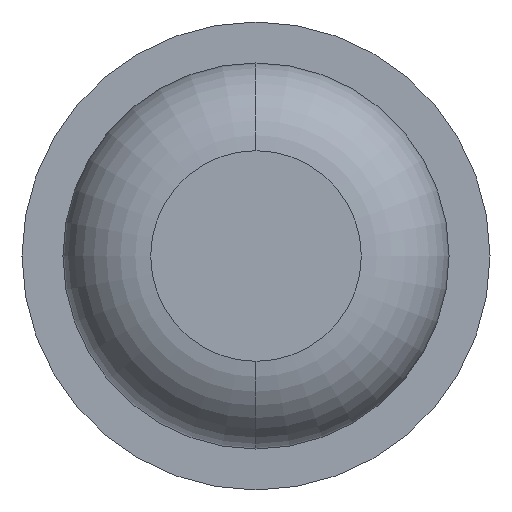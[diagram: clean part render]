
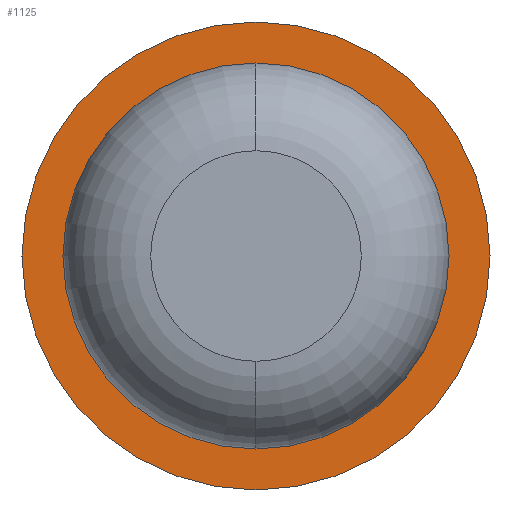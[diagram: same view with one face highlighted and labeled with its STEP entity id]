
A CAD part, front view. The second image highlights one B-rep face of the part: STEP entity #1125.
In plain terms, the highlighted planar face has unit normal (0, -1, 0).
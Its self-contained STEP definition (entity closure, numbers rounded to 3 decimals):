
#32 = VERTEX_POINT ( 'NONE', #4227 ) ;
#158 = EDGE_CURVE ( 'Defeature ausgef�hrt1_7+Defeature ausgef�hrt1_1+Defeature ausgef�hrt1_1+Defeature ausgef�hrt1_1', #3265, #32, #4024, .T. ) ;
#304 = ORIENTED_EDGE ( 'NONE', *, *, #2882, .F. ) ;
#446 = DIRECTION ( 'NONE',  ( 0., 1., 0. ) ) ;
#558 = CIRCLE ( 'NONE', #2591, 1. ) ;
#606 = DIRECTION ( 'NONE',  ( 0., 1., 0. ) ) ;
#701 = DIRECTION ( 'NONE',  ( -1., 0., 0. ) ) ;
#737 = AXIS2_PLACEMENT_3D ( 'NONE', #2675, #3084, #701 ) ;
#740 = CARTESIAN_POINT ( 'NONE',  ( 0., -10., 0. ) ) ;
#781 = DIRECTION ( 'NONE',  ( -1., 0., 0. ) ) ;
#1125 = ADVANCED_FACE ( 'Defeature ausgef�hrt1_7', ( #3115, #2054 ), #4312, .F. ) ;
#1168 = DIRECTION ( 'NONE',  ( 0., 1., 0. ) ) ;
#1357 = EDGE_CURVE ( 'Defeature ausgef�hrt1_6+Defeature ausgef�hrt1_7+Defeature ausgef�hrt1_7+Defeature ausgef�hrt1_7', #2374, #2067, #558, .T. ) ;
#1776 = CARTESIAN_POINT ( 'NONE',  ( 0., -10., 0. ) ) ;
#1950 = ORIENTED_EDGE ( 'NONE', *, *, #3419, .T. ) ;
#2039 = EDGE_LOOP ( 'NONE', ( #5168, #1950 ) ) ;
#2054 = FACE_BOUND ( 'NONE', #2039, .T. ) ;
#2067 = VERTEX_POINT ( 'NONE', #3285 ) ;
#2374 = VERTEX_POINT ( 'NONE', #5167 ) ;
#2591 = AXIS2_PLACEMENT_3D ( 'NONE', #4516, #3832, #4497 ) ;
#2675 = CARTESIAN_POINT ( 'NONE',  ( 0.825, -10., 0. ) ) ;
#2832 = CARTESIAN_POINT ( 'NONE',  ( 0., -10., 0. ) ) ;
#2882 = EDGE_CURVE ( 'Defeature ausgef�hrt1_6+Defeature ausgef�hrt1_7+Defeature ausgef�hrt1_7+Defeature ausgef�hrt1_7', #2067, #2374, #3487, .T. ) ;
#2887 = AXIS2_PLACEMENT_3D ( 'NONE', #1776, #606, #4549 ) ;
#3084 = DIRECTION ( 'NONE',  ( 0., 1., 0. ) ) ;
#3115 = FACE_OUTER_BOUND ( 'NONE', #3445, .T. ) ;
#3265 = VERTEX_POINT ( 'NONE', #3916 ) ;
#3285 = CARTESIAN_POINT ( 'NONE',  ( -1., -10., 0. ) ) ;
#3419 = EDGE_CURVE ( 'Defeature ausgef�hrt1_7+Defeature ausgef�hrt1_1+Defeature ausgef�hrt1_1+Defeature ausgef�hrt1_1', #32, #3265, #3931, .T. ) ;
#3445 = EDGE_LOOP ( 'NONE', ( #304, #4414 ) ) ;
#3487 = CIRCLE ( 'NONE', #3808, 1. ) ;
#3681 = AXIS2_PLACEMENT_3D ( 'NONE', #2832, #446, #781 ) ;
#3808 = AXIS2_PLACEMENT_3D ( 'NONE', #740, #1168, #3918 ) ;
#3832 = DIRECTION ( 'NONE',  ( 0., 1., 0. ) ) ;
#3916 = CARTESIAN_POINT ( 'NONE',  ( 0., -10., 0.825 ) ) ;
#3918 = DIRECTION ( 'NONE',  ( -1., 0., 0. ) ) ;
#3931 = CIRCLE ( 'NONE', #3681, 0.825 ) ;
#4024 = CIRCLE ( 'NONE', #2887, 0.825 ) ;
#4227 = CARTESIAN_POINT ( 'NONE',  ( 0., -10., -0.825 ) ) ;
#4312 = PLANE ( 'NONE',  #737 ) ;
#4414 = ORIENTED_EDGE ( 'NONE', *, *, #1357, .F. ) ;
#4497 = DIRECTION ( 'NONE',  ( -1., 0., 0. ) ) ;
#4516 = CARTESIAN_POINT ( 'NONE',  ( 0., -10., 0. ) ) ;
#4549 = DIRECTION ( 'NONE',  ( -1., 0., 0. ) ) ;
#5167 = CARTESIAN_POINT ( 'NONE',  ( 1., -10., 0. ) ) ;
#5168 = ORIENTED_EDGE ( 'NONE', *, *, #158, .T. ) ;
